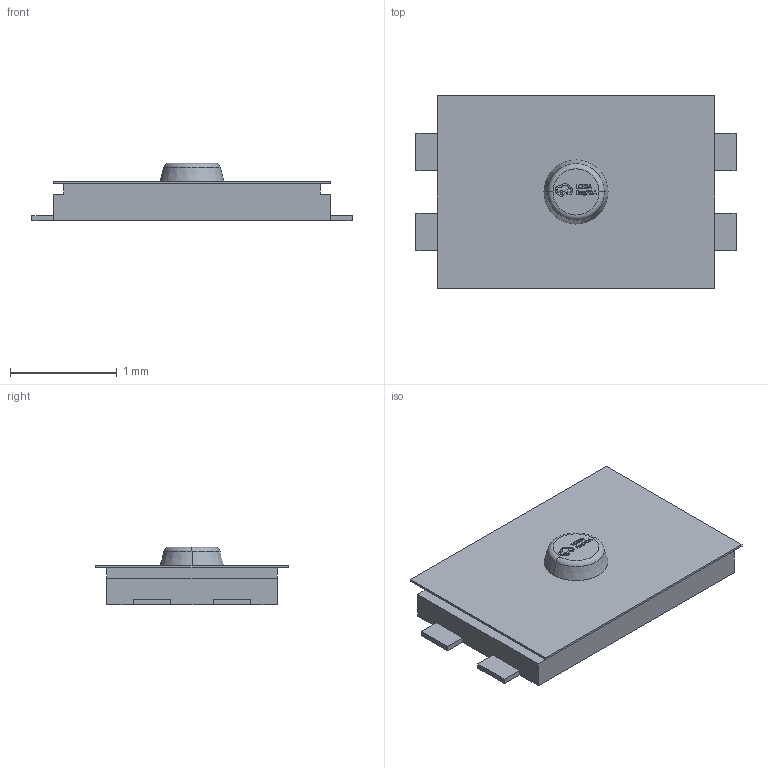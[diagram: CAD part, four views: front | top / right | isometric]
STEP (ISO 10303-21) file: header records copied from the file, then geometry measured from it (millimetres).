
FILE_DESCRIPTION (( 'STEP AP214' ), '1' );
FILE_NAME ('KEY-SMD_4P-L2.6-W1.6-P0.80-LS3.0-1.step', '2022-07-02T14:57:29', ( '' ), ( '' ), 'SwSTEP 2.0', 'SolidWorks 2020', '' );
FILE_SCHEMA (( 'AUTOMOTIVE_DESIGN' ));
Length unit declared in the file: millimetre
Products named in the file (1): KEY-SMD_4P-L2.6-W1.6-P0.80-LS3.0-1
Bounding box: 3 x 1.8 x 0.54 mm (x, y, z)
Volume: 1.6 mm3; surface area: 26.6 mm2
Topology: 7 solids, 7 shells, 366 faces, 973 edges, 648 vertices
Faces by surface type: plane 238, bspline 112, cylinder 12, torus 2, cone 2
Entity records: 16293 total; most frequent: CARTESIAN_POINT 4092, ORIENTED_EDGE 1946, DIRECTION 1287, EDGE_CURVE 973, VECTOR 713, LINE 713, VERTEX_POINT 648, EDGE_LOOP 393
